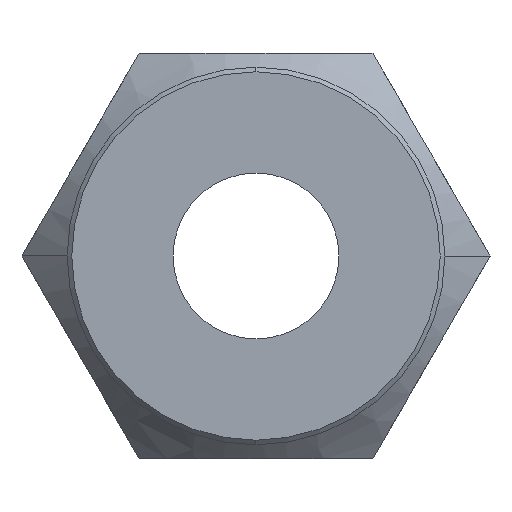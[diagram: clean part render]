
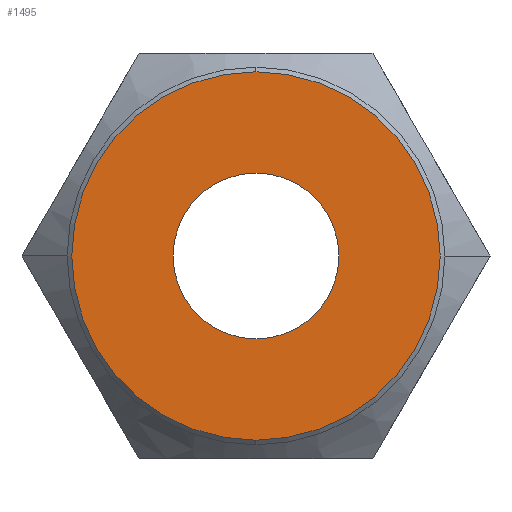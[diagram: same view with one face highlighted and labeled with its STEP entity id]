
A CAD part, front view. The second image highlights one B-rep face of the part: STEP entity #1495.
In plain terms, the highlighted planar face has unit normal (0, -1, 0).
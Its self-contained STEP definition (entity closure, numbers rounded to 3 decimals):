
#261 = CIRCLE ( 'NONE', #1420, 9.999 ) ;
#270 = CARTESIAN_POINT ( 'NONE',  ( -10.249, -17.7, 0. ) ) ;
#399 = CARTESIAN_POINT ( 'NONE',  ( 0., -17.7, -9.999 ) ) ;
#429 = CARTESIAN_POINT ( 'NONE',  ( 0., -17.7, -4.5 ) ) ;
#430 = CARTESIAN_POINT ( 'NONE',  ( 0., -17.7, 4.5 ) ) ;
#461 = CARTESIAN_POINT ( 'NONE',  ( 0., -17.7, 0. ) ) ;
#521 = EDGE_CURVE ( 'NONE', #1167, #952, #1531, .T. ) ;
#525 = EDGE_CURVE ( 'NONE', #1635, #1173, #261, .T. ) ;
#528 = DIRECTION ( 'NONE',  ( 0., 1., 0. ) ) ;
#536 = EDGE_CURVE ( 'NONE', #952, #1167, #925, .T. ) ;
#571 = ORIENTED_EDGE ( 'NONE', *, *, #572, .T. ) ;
#572 = EDGE_CURVE ( 'NONE', #1173, #1635, #1518, .T. ) ;
#596 = CARTESIAN_POINT ( 'NONE',  ( 0., -17.7, 0. ) ) ;
#598 = ORIENTED_EDGE ( 'NONE', *, *, #536, .T. ) ;
#629 = FACE_OUTER_BOUND ( 'NONE', #1705, .T. ) ;
#644 = DIRECTION ( 'NONE',  ( 0., 0., 1. ) ) ;
#669 = FACE_BOUND ( 'NONE', #1465, .T. ) ;
#848 = DIRECTION ( 'NONE',  ( 0., -1., 0. ) ) ;
#925 = CIRCLE ( 'NONE', #1474, 4.5 ) ;
#952 = VERTEX_POINT ( 'NONE', #429 ) ;
#1010 = CARTESIAN_POINT ( 'NONE',  ( 0., -17.7, 9.999 ) ) ;
#1051 = DIRECTION ( 'NONE',  ( 0., 0., -1. ) ) ;
#1109 = ORIENTED_EDGE ( 'NONE', *, *, #525, .T. ) ;
#1111 = ORIENTED_EDGE ( 'NONE', *, *, #521, .T. ) ;
#1119 = DIRECTION ( 'NONE',  ( 0., -1., 0. ) ) ;
#1136 = DIRECTION ( 'NONE',  ( 0., 0., -1. ) ) ;
#1167 = VERTEX_POINT ( 'NONE', #430 ) ;
#1173 = VERTEX_POINT ( 'NONE', #399 ) ;
#1279 = PLANE ( 'NONE',  #1761 ) ;
#1409 = AXIS2_PLACEMENT_3D ( 'NONE', #1758, #1756, #1753 ) ;
#1420 = AXIS2_PLACEMENT_3D ( 'NONE', #1750, #1747, #1743 ) ;
#1465 = EDGE_LOOP ( 'NONE', ( #1111, #598 ) ) ;
#1474 = AXIS2_PLACEMENT_3D ( 'NONE', #596, #528, #644 ) ;
#1495 = ADVANCED_FACE ( 'NONE', ( #669, #629 ), #1279, .T. ) ;
#1508 = AXIS2_PLACEMENT_3D ( 'NONE', #461, #1119, #1051 ) ;
#1518 = CIRCLE ( 'NONE', #1508, 9.999 ) ;
#1531 = CIRCLE ( 'NONE', #1409, 4.5 ) ;
#1635 = VERTEX_POINT ( 'NONE', #1010 ) ;
#1705 = EDGE_LOOP ( 'NONE', ( #1109, #571 ) ) ;
#1743 = DIRECTION ( 'NONE',  ( 0., 0., -1. ) ) ;
#1747 = DIRECTION ( 'NONE',  ( 0., -1., 0. ) ) ;
#1750 = CARTESIAN_POINT ( 'NONE',  ( 0., -17.7, 0. ) ) ;
#1753 = DIRECTION ( 'NONE',  ( 0., 0., 1. ) ) ;
#1756 = DIRECTION ( 'NONE',  ( 0., 1., 0. ) ) ;
#1758 = CARTESIAN_POINT ( 'NONE',  ( 0., -17.7, 0. ) ) ;
#1761 = AXIS2_PLACEMENT_3D ( 'NONE', #270, #848, #1136 ) ;
